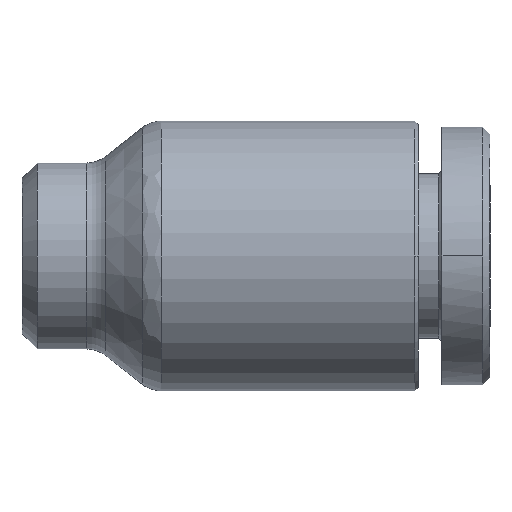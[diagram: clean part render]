
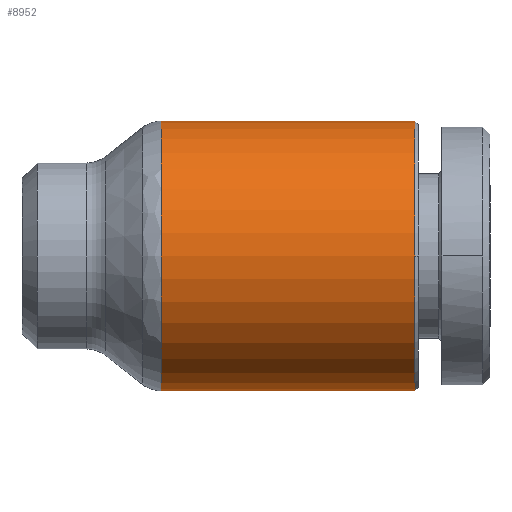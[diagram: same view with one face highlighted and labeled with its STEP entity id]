
A CAD part, front view. The second image highlights one B-rep face of the part: STEP entity #8952.
In plain terms, the highlighted cylindrical face has radius 4.5 mm (diameter 9 mm), a partial arc.
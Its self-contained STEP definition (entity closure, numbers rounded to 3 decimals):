
#219 = LINE ( 'NONE', #5989, #3013 ) ;
#403 = EDGE_CURVE ( 'NONE', #6538, #13359, #1820, .T. ) ;
#509 = CARTESIAN_POINT ( 'NONE',  ( 7.6, 0., 4.5 ) ) ;
#658 = ORIENTED_EDGE ( 'NONE', *, *, #10088, .T. ) ;
#713 = CARTESIAN_POINT ( 'NONE',  ( 7.6, -4.5, 0. ) ) ;
#938 = DIRECTION ( 'NONE',  ( -1., 0., 0. ) ) ;
#1033 = DIRECTION ( 'NONE',  ( 0., 0., -1. ) ) ;
#1149 = CARTESIAN_POINT ( 'NONE',  ( -0.857, 0., -4.5 ) ) ;
#1457 = ORIENTED_EDGE ( 'NONE', *, *, #2166, .T. ) ;
#1820 = LINE ( 'NONE', #11362, #11983 ) ;
#2166 = EDGE_CURVE ( 'NONE', #9130, #6605, #219, .T. ) ;
#2948 = CARTESIAN_POINT ( 'NONE',  ( 2.65, 0., 0. ) ) ;
#3013 = VECTOR ( 'NONE', #12369, 1000. ) ;
#3279 = VERTEX_POINT ( 'NONE', #713 ) ;
#3298 = CIRCLE ( 'NONE', #3492, 4.5 ) ;
#3492 = AXIS2_PLACEMENT_3D ( 'NONE', #8413, #5136, #1033 ) ;
#3888 = ORIENTED_EDGE ( 'NONE', *, *, #6658, .T. ) ;
#4267 = EDGE_CURVE ( 'NONE', #6538, #9130, #3298, .T. ) ;
#4330 = CIRCLE ( 'NONE', #8506, 4.5 ) ;
#4979 = AXIS2_PLACEMENT_3D ( 'NONE', #2948, #8209, #9299 ) ;
#5136 = DIRECTION ( 'NONE',  ( 1., 0., 0. ) ) ;
#5989 = CARTESIAN_POINT ( 'NONE',  ( 2.65, 0., -4.5 ) ) ;
#6181 = DIRECTION ( 'NONE',  ( -1., 0., 0. ) ) ;
#6240 = AXIS2_PLACEMENT_3D ( 'NONE', #7212, #938, #8282 ) ;
#6329 = CARTESIAN_POINT ( 'NONE',  ( 7.6, 0., 0. ) ) ;
#6331 = CIRCLE ( 'NONE', #6240, 4.5 ) ;
#6538 = VERTEX_POINT ( 'NONE', #12244 ) ;
#6605 = VERTEX_POINT ( 'NONE', #13348 ) ;
#6658 = EDGE_CURVE ( 'NONE', #3279, #13359, #4330, .T. ) ;
#7212 = CARTESIAN_POINT ( 'NONE',  ( 7.6, 0., 0. ) ) ;
#8190 = DIRECTION ( 'NONE',  ( 0., 0., -1. ) ) ;
#8209 = DIRECTION ( 'NONE',  ( 1., 0., 0. ) ) ;
#8282 = DIRECTION ( 'NONE',  ( 0., 0., -1. ) ) ;
#8413 = CARTESIAN_POINT ( 'NONE',  ( -0.857, 0., 0. ) ) ;
#8506 = AXIS2_PLACEMENT_3D ( 'NONE', #6329, #6181, #8190 ) ;
#8647 = FACE_OUTER_BOUND ( 'NONE', #9378, .T. ) ;
#8952 = ADVANCED_FACE ( 'NONE', ( #8647 ), #9941, .T. ) ;
#9130 = VERTEX_POINT ( 'NONE', #1149 ) ;
#9299 = DIRECTION ( 'NONE',  ( 0., 0., -1. ) ) ;
#9378 = EDGE_LOOP ( 'NONE', ( #13317, #12634, #1457, #658, #3888 ) ) ;
#9941 = CYLINDRICAL_SURFACE ( 'NONE', #4979, 4.5 ) ;
#10088 = EDGE_CURVE ( 'NONE', #6605, #3279, #6331, .T. ) ;
#11362 = CARTESIAN_POINT ( 'NONE',  ( 2.65, 0., 4.5 ) ) ;
#11983 = VECTOR ( 'NONE', #12451, 1000. ) ;
#12244 = CARTESIAN_POINT ( 'NONE',  ( -0.857, 0., 4.5 ) ) ;
#12369 = DIRECTION ( 'NONE',  ( 1., 0., 0. ) ) ;
#12451 = DIRECTION ( 'NONE',  ( 1., 0., 0. ) ) ;
#12634 = ORIENTED_EDGE ( 'NONE', *, *, #4267, .T. ) ;
#13317 = ORIENTED_EDGE ( 'NONE', *, *, #403, .F. ) ;
#13348 = CARTESIAN_POINT ( 'NONE',  ( 7.6, 0., -4.5 ) ) ;
#13359 = VERTEX_POINT ( 'NONE', #509 ) ;
